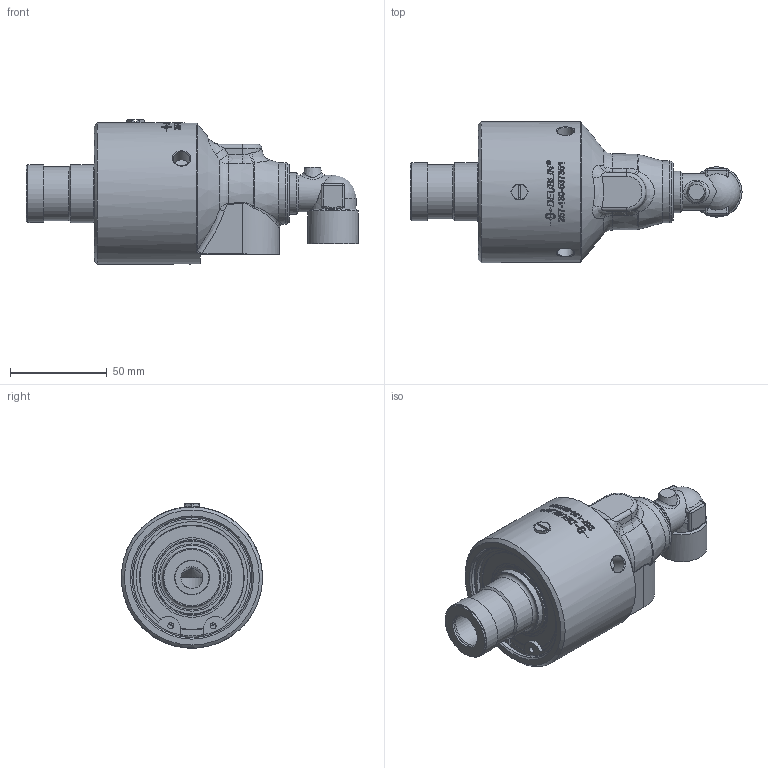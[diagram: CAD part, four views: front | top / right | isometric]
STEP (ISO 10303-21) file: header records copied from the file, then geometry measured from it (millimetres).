
FILE_DESCRIPTION((''),'2;1');
FILE_NAME('257-130-537351-IC.stp','2015-07-15T08:52:38',('cdunkel'),(''),'Autodesk Inventor 2013','Autodesk Inventor 2013','');
FILE_SCHEMA(('CONFIG_CONTROL_DESIGN'));
Length unit declared in the file: millimetre
Products named in the file (1): 257-130-537351-IC
Bounding box: 171.58 x 72.92 x 74.59 mm (x, y, z)
Volume: 288342.7 mm3; surface area: 50407.6 mm2
Topology: 1 solids, 2 shells, 605 faces, 1586 edges, 1019 vertices
Faces by surface type: plane 270, bspline 177, cylinder 93, cone 38, torus 14, sphere 13
Full cylindrical faces by diameter (mm): 3.12 x2, 8.6 x3, 11.445 x1, 17.475 x1, 17.5 x1, 18 x1, 19 x1, 24.117 x1, 25.4 x1, 26 x1, 27.983 x1, 29 x1, 29.983 x1, 30 x1, 32 x1, 34.7 x1, 41.2 x1, 53.7 x1, 54.1 x1, 62 x1, 62.05 x1, 66.9 x1, 73 x1
Entity records: 22711 total; most frequent: CARTESIAN_POINT 8845, ORIENTED_EDGE 3002, DIRECTION 2496, EDGE_CURVE 1501, AXIS2_PLACEMENT_3D 1000, VERTEX_POINT 995, EDGE_LOOP 712, FACE_OUTER_BOUND 605
